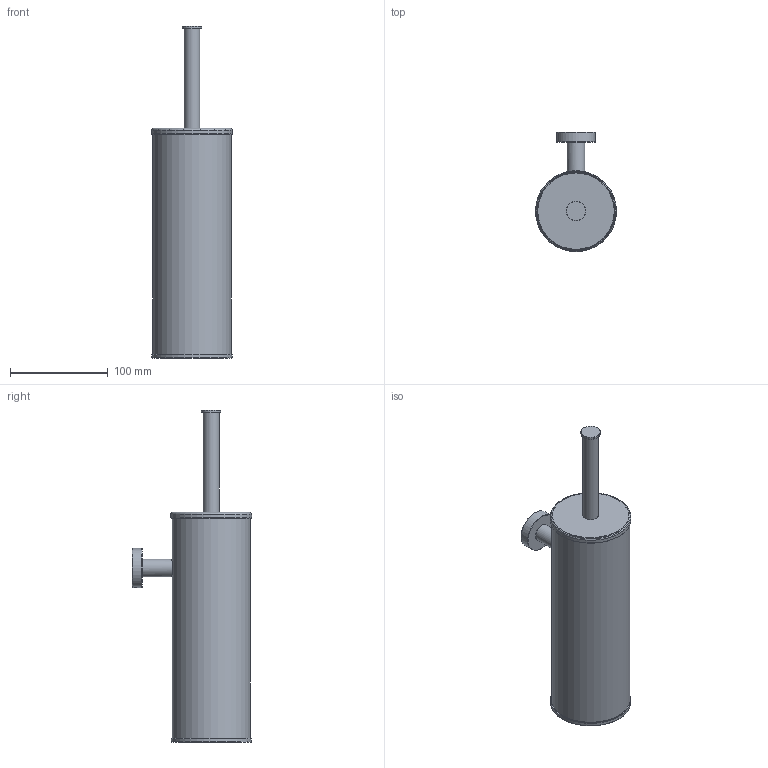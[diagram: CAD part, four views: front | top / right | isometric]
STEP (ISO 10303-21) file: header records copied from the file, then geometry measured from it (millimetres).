
FILE_DESCRIPTION(/* description */ ('Unknown'),/* implementation_level */ '2;1');
FILE_NAME(/* name */ 'CBA11',/* time_stamp */ '2016-03-15T11:18:53+01:00',/* author */ ('Unknown'),/* organization */ ('Unknown'),/* preprocessor_version */ 'ST-DEVELOPER v16.7',/* originating_system */ 'DEX',/* authorisation */ $);
FILE_SCHEMA (('AUTOMOTIVE_DESIGN {1 0 10303 214 3 1 1}'));
Length unit declared in the file: millimetre
Products named in the file (9): CBA11; PORTA SCOPINO A MURO; PORTA SCOPINO A MURO_0; PORTA SCOPINO A MURO_1; PORTA SCOPINO A MURO_2; PORTA SCOPINO A MURO_3; PORTA SCOPINO A MURO_4; PORTA SCOPINO A MURO_5; PORTA SCOPINO A MURO_6
Assembly tree (8 placements, depth 2):
  CBA11
    PORTA SCOPINO A MURO
    PORTA SCOPINO A MURO_0
    PORTA SCOPINO A MURO_1
    PORTA SCOPINO A MURO_2
    PORTA SCOPINO A MURO_3
    PORTA SCOPINO A MURO_4
    PORTA SCOPINO A MURO_5
    PORTA SCOPINO A MURO_6
Bounding box: 82.6 x 121.8 x 338.9 mm (x, y, z)
Volume: 121066 mm3; surface area: 160069.6 mm2
Topology: 8 solids, 8 shells, 106 faces, 227 edges, 144 vertices
Faces by surface type: plane 40, cylinder 34, torus 21, bspline 8, cone 3
Full cylindrical faces by diameter (mm): 6.1 x1, 6.5 x1, 16 x1, 18 x3, 20 x1, 32.2 x1, 40 x1, 70 x1, 78 x1, 80 x1, 81 x1, 82 x1, 82.6 x1
Entity records: 5208 total; most frequent: CARTESIAN_POINT 2894, DIRECTION 440, ORIENTED_EDGE 380, AXIS2_PLACEMENT_3D 195, EDGE_CURVE 190, EDGE_LOOP 151, FACE_BOUND 151, VERTEX_POINT 137
